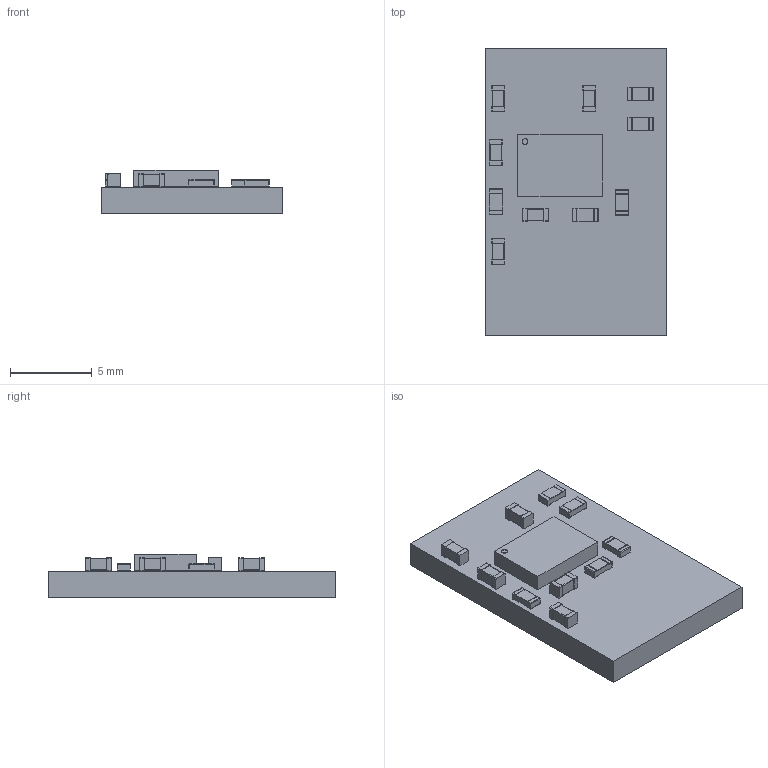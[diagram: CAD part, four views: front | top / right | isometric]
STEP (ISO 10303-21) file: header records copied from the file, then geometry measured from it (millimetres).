
FILE_DESCRIPTION(('KiCad electronic assembly'),'2;1');
FILE_NAME('IMUBoard1QwiicConnector.step','2023-10-31T20:54:53',('Pcbnew' ),('Kicad'),'Open CASCADE STEP processor 7.7', 'KiCad to STEP converter','Unknown');
FILE_SCHEMA(('AUTOMOTIVE_DESIGN { 1 0 10303 214 1 1 1 1 }'));
Length unit declared in the file: millimetre
Products named in the file (8): IMUBoard1QwiicConnector 1; C_0603_1608Metric; SOLID; R_0603_1608Metric; LGA-28_5.2x3.8mm_P0.5mm; IMUBoard1QwiicConnector PCB
Assembly tree (15 placements, depth 3):
  IMUBoard1QwiicConnector 1
    C_0603_1608Metric  x5
      SOLID
    R_0603_1608Metric  x5
      SOLID
    LGA-28_5.2x3.8mm_P0.5mm
      SOLID
    IMUBoard1QwiicConnector PCB
Bounding box: 11.14 x 17.66 x 2.67 mm (x, y, z)
Volume: 342 mm3; surface area: 599.1 mm2
Topology: 12 solids, 12 shells, 424 faces, 1063 edges, 702 vertices
Faces by surface type: plane 323, cylinder 101
Full cylindrical faces by diameter (mm): 0.35 x1
Entity records: 14217 total; most frequent: CARTESIAN_POINT 2193, DIRECTION 1978, LINE 1425, VECTOR 1425, ORIENTED_EDGE 1006, PCURVE 1006, DEFINITIONAL_REPRESENTATION 1006, EDGE_CURVE 503
